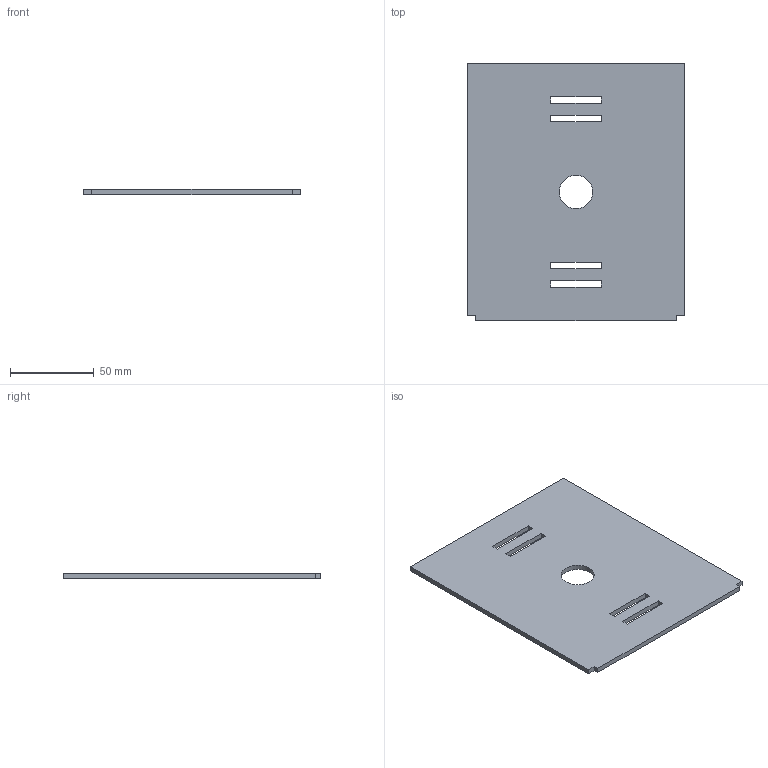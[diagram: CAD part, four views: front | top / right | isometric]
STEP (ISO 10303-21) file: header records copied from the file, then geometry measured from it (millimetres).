
FILE_DESCRIPTION(/* description */ (''),/* implementation_level */ '2;1');
FILE_NAME(/* name */ 'Cubierta accesorios.step',/* time_stamp */ '2020-11-30T13:34:12-06:00',/* author */ (''),/* organization */ (''),/* preprocessor_version */ 'ST-DEVELOPER v18.1',/* originating_system */ 'Autodesk Translation Framework v9.3.0.1241',/* authorisation */ '');
FILE_SCHEMA (('AUTOMOTIVE_DESIGN { 1 0 10303 214 3 1 1 }'));
Length unit declared in the file: millimetre
Products named in the file (1): Cubierta accesorios
Bounding box: 130 x 154 x 3 mm (x, y, z)
Volume: 57587.5 mm3; surface area: 41100.2 mm2
Topology: 1 solids, 1 shells, 27 faces, 75 edges, 50 vertices
Faces by surface type: plane 26, cylinder 1
Full cylindrical faces by diameter (mm): 20 x1
Entity records: 904 total; most frequent: CARTESIAN_POINT 153, ORIENTED_EDGE 150, DIRECTION 133, EDGE_CURVE 75, LINE 73, VECTOR 73, VERTEX_POINT 50, EDGE_LOOP 37
